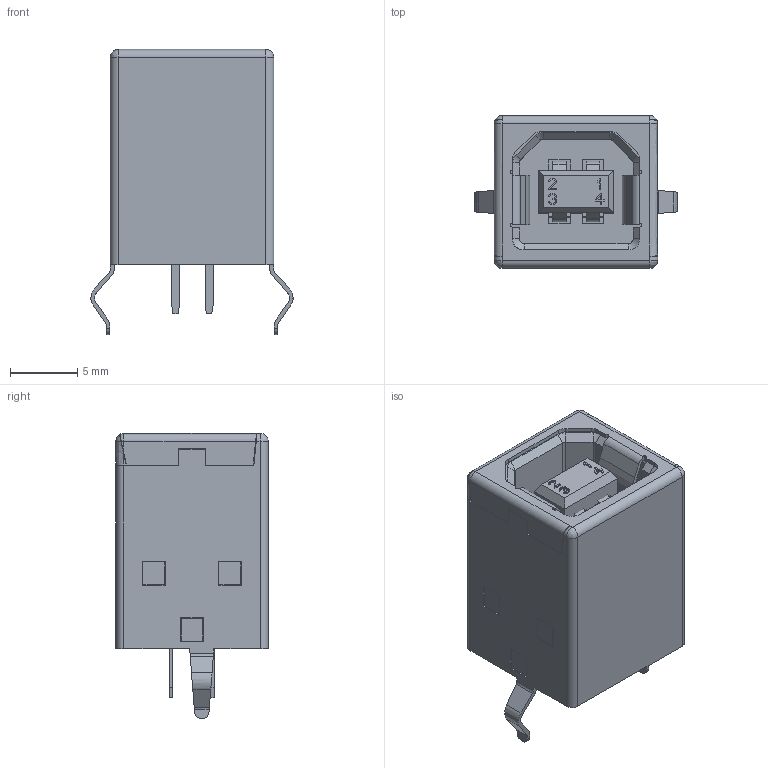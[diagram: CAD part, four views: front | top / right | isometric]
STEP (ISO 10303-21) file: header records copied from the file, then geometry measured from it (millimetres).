
FILE_DESCRIPTION(('FreeCAD Model'),'2;1');
FILE_NAME('Open CASCADE Shape Model','2025-09-12T13:40:08',(''),(''), 'Open CASCADE STEP processor 7.8','FreeCAD','Unknown');
FILE_SCHEMA(('AUTOMOTIVE_DESIGN { 1 0 10303 214 1 1 1 1 }'));
Length unit declared in the file: millimetre
Products named in the file (6): Unnamed; lumberg_2411_05; lumberg_2411_006; lumberg_2411_007; lumberg_2411_008; lumberg_2411_009
Assembly tree (5 placements, depth 2):
  Unnamed
    lumberg_2411_05
    lumberg_2411_006
    lumberg_2411_007
    lumberg_2411_008
    lumberg_2411_009
Bounding box: 15.04 x 11.35 x 21.2 mm (x, y, z)
Surface area: 3682 mm2 (no closed solid volume)
Topology: 0 solids, 799 shells, 799 faces, 4236 edges, 4236 vertices
Faces by surface type: bspline 605, revolution 194
Entity records: 50882 total; most frequent: CARTESIAN_POINT 11630, DIRECTION 5364, ORIENTED_EDGE 4236, EDGE_CURVE 4236, VERTEX_POINT 4236, LINE 3646, VECTOR 3646, FACE_BOUND 836
